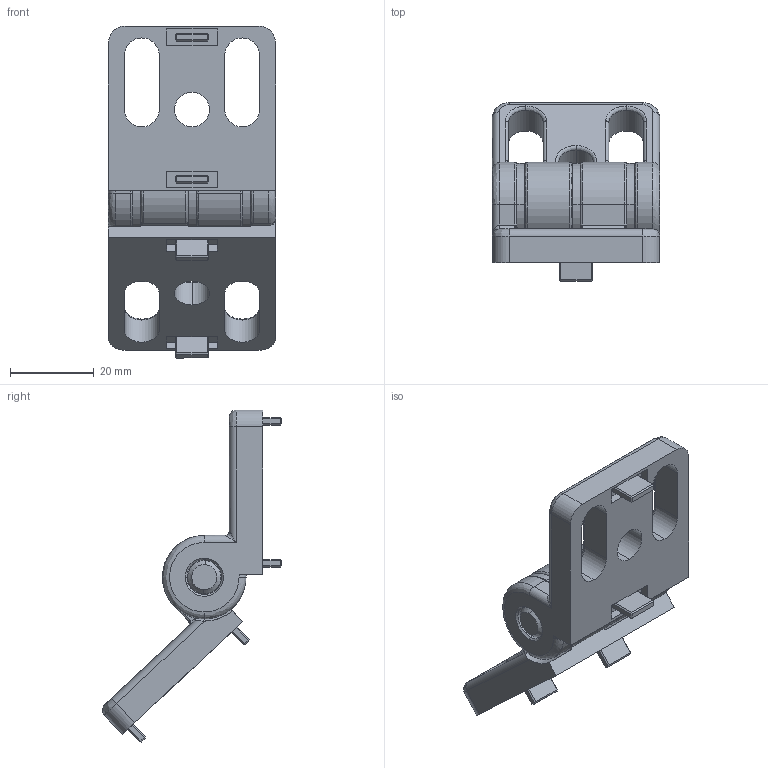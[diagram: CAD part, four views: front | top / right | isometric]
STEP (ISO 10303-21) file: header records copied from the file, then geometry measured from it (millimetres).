
FILE_DESCRIPTION (( 'STEP AP214' ), '1' );
FILE_NAME ('SAFE08E2493-Charnière 8 40 Zn avec ergot, gris.step', '2023-03-24T09:31:09', ( 'Altae' ), ( '' ), 'SwSTEP 2.0', 'SolidWorks 2021', '' );
FILE_SCHEMA (( 'AUTOMOTIVE_DESIGN' ));
Length unit declared in the file: millimetre
Products named in the file (4): 02^SAFE08E2493-Charnière 8 40 Zn avec ergot, gris; 03^SAFE08E2493-Charnière 8 40 Zn avec ergot, gris; 01^SAFE08E2493-Charnière 8 40 Zn avec ergot, gris; SAFE08E2493-Charnière 8 40 Zn avec ergot, gris
Assembly tree (6 placements, depth 2):
  SAFE08E2493-Charnière 8 40 Zn avec ergot, gris
    01^SAFE08E2493-Charnière 8 40 Zn avec ergot, gris  x2
    02^SAFE08E2493-Charnière 8 40 Zn avec ergot, gris
    03^SAFE08E2493-Charnière 8 40 Zn avec ergot, gris  x3
Bounding box: 40 x 42.88 x 79.42 mm (x, y, z)
Volume: 29285.9 mm3; surface area: 16846.8 mm2
Topology: 6 solids, 6 shells, 292 faces, 682 edges, 402 vertices
Faces by surface type: plane 130, cylinder 96, bspline 58, cone 8
Entity records: 5342 total; most frequent: CARTESIAN_POINT 1632, ORIENTED_EDGE 700, DIRECTION 689, EDGE_CURVE 350, AXIS2_PLACEMENT_3D 246, VERTEX_POINT 207, LINE 197, VECTOR 197
